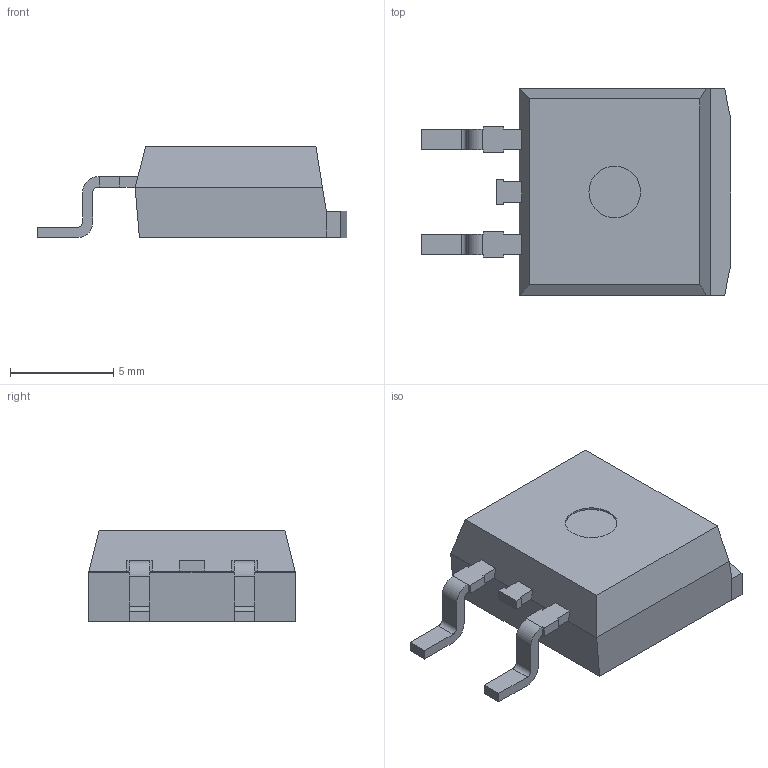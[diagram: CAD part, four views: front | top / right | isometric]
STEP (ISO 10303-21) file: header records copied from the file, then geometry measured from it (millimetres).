
FILE_DESCRIPTION(/* description */ ('model of TO-263-2'),/* implementation_level */ '2;1');
FILE_NAME(/* name */ 'TO-263-2.step',/* time_stamp */ '2017-04-30T10:19:49',/* author */ ('Ray Benitez',''),/* organization */ (''),/* preprocessor_version */ '',/* originating_system */ '',/* authorisation */ '');
FILE_SCHEMA(('AUTOMOTIVE_DESIGN_CC2 { 1 2 10303 214 -1 1 5 4 }'));
Length unit declared in the file: millimetre
Products named in the file (1): TO_263_2
Bounding box: 15 x 10 x 4.42 mm (x, y, z)
Volume: 403.7 mm3; surface area: 400 mm2
Topology: 1 solids, 1 shells, 76 faces, 206 edges, 136 vertices
Faces by surface type: plane 67, cylinder 9
Full cylindrical faces by diameter (mm): 2.5 x1
Entity records: 1695 total; most frequent: ORIENTED_EDGE 337, CARTESIAN_POINT 262, EDGE_CURVE 206, LINE 167, VERTEX_POINT 136, FACE_BOUND 80, EDGE_LOOP 80, AXIS2_PLACEMENT_3D 79
